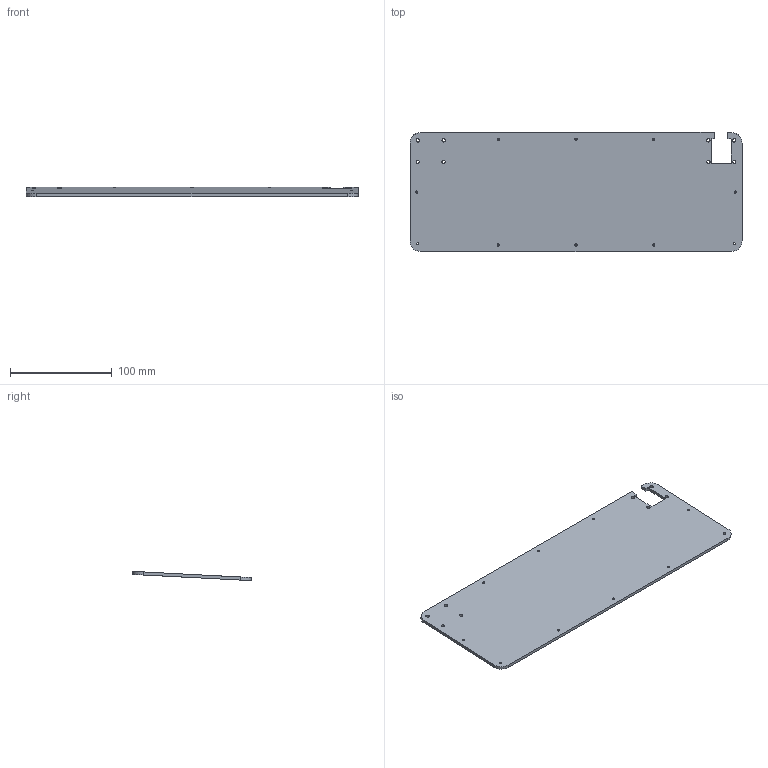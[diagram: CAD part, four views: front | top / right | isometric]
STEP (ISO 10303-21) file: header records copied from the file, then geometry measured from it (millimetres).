
FILE_DESCRIPTION(/* description */ (''),/* implementation_level */ '2;1');
FILE_NAME(/* name */ '6.step',/* time_stamp */ '2023-11-15T22:59:26+08:00',/* author */ (''),/* organization */ (''),/* preprocessor_version */ 'ST-DEVELOPER v20',/* originating_system */ 'Autodesk Translation Framework v12.14.0.127',/* authorisation */ '');
FILE_SCHEMA (('AUTOMOTIVE_DESIGN { 1 0 10303 214 3 1 1 }'));
Length unit declared in the file: millimetre
Products named in the file (1): 6
Bounding box: 326.85 x 117.3 x 9.13 mm (x, y, z)
Volume: 112725.3 mm3; surface area: 78432.5 mm2
Topology: 1 solids, 1 shells, 42 faces, 120 edges, 80 vertices
Faces by surface type: cylinder 26, plane 16
Full cylindrical faces by diameter (mm): 2.2 x10, 3.1 x2, 3.3 x6
Entity records: 1501 total; most frequent: DIRECTION 258, CARTESIAN_POINT 243, ORIENTED_EDGE 240, EDGE_CURVE 120, AXIS2_PLACEMENT_3D 95, VERTEX_POINT 80, EDGE_LOOP 78, LINE 68
